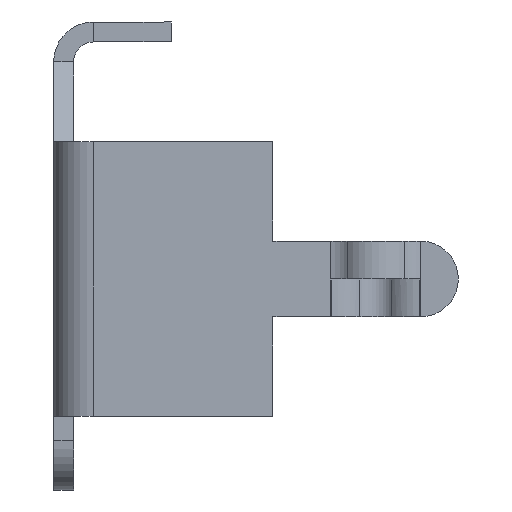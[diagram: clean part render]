
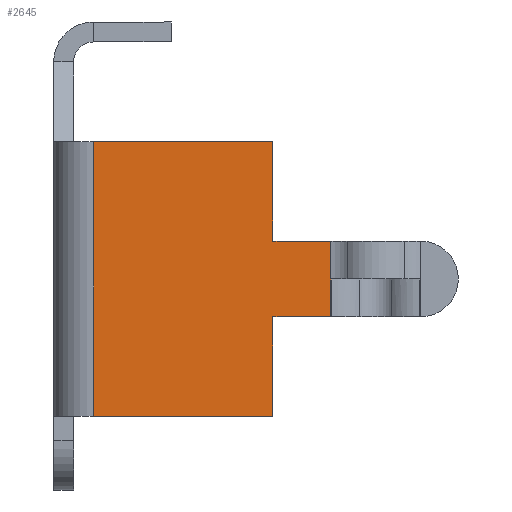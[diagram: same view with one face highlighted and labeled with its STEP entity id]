
A CAD part, left-side view. The second image highlights one B-rep face of the part: STEP entity #2645.
In plain terms, the highlighted planar face has unit normal (-1, 0, 0).
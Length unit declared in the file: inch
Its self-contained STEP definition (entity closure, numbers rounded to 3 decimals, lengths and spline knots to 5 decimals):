
#33 = DIRECTION ( 'NONE',  ( 0., -1., 0. ) ) ;
#55 = ORIENTED_EDGE ( 'NONE', *, *, #121, .F. ) ;
#74 = VERTEX_POINT ( 'NONE', #2784 ) ;
#121 = EDGE_CURVE ( 'NONE', #74, #2885, #2695, .T. ) ;
#132 = CARTESIAN_POINT ( 'NONE',  ( -0.12512, -0.174, -0.1279 ) ) ;
#147 = CARTESIAN_POINT ( 'NONE',  ( -0.12512, -0.1, -0.04 ) ) ;
#150 = VECTOR ( 'NONE', #1504, 39.37008 ) ;
#189 = CARTESIAN_POINT ( 'NONE',  ( -0.12512, -0.1, -0.1279 ) ) ;
#196 = EDGE_CURVE ( 'NONE', #984, #74, #1378, .T. ) ;
#212 = ORIENTED_EDGE ( 'NONE', *, *, #4187, .F. ) ;
#252 = VECTOR ( 'NONE', #2185, 39.37008 ) ;
#257 = EDGE_CURVE ( 'NONE', #1720, #3842, #3815, .T. ) ;
#266 = VECTOR ( 'NONE', #2556, 39.37008 ) ;
#383 = DIRECTION ( 'NONE',  ( 0., 1., 0. ) ) ;
#709 = VECTOR ( 'NONE', #817, 39.37008 ) ;
#728 = VERTEX_POINT ( 'NONE', #3510 ) ;
#814 = CARTESIAN_POINT ( 'NONE',  ( -0.12512, -0.174, -0.1089 ) ) ;
#817 = DIRECTION ( 'NONE',  ( 0., 1., 0. ) ) ;
#863 = EDGE_CURVE ( 'NONE', #3558, #4067, #1160, .T. ) ;
#936 = EDGE_CURVE ( 'NONE', #1720, #3558, #2725, .T. ) ;
#984 = VERTEX_POINT ( 'NONE', #3841 ) ;
#1007 = CARTESIAN_POINT ( 'NONE',  ( -0.12512, -0.1, -0.1279 ) ) ;
#1139 = DIRECTION ( 'NONE',  ( 0., 1., 0. ) ) ;
#1160 = LINE ( 'NONE', #1483, #252 ) ;
#1340 = ORIENTED_EDGE ( 'NONE', *, *, #196, .F. ) ;
#1378 = LINE ( 'NONE', #4094, #3170 ) ;
#1483 = CARTESIAN_POINT ( 'NONE',  ( -0.12512, -0.1, -0.0899 ) ) ;
#1504 = DIRECTION ( 'NONE',  ( 0., -1., 0. ) ) ;
#1513 = VERTEX_POINT ( 'NONE', #2059 ) ;
#1539 = CARTESIAN_POINT ( 'NONE',  ( -0.12512, -0.129, -0.1089 ) ) ;
#1672 = CARTESIAN_POINT ( 'NONE',  ( -0.12512, -0.01, -0.1778 ) ) ;
#1720 = VERTEX_POINT ( 'NONE', #3476 ) ;
#1799 = LINE ( 'NONE', #2733, #2686 ) ;
#1825 = ORIENTED_EDGE ( 'NONE', *, *, #257, .T. ) ;
#1874 = DIRECTION ( 'NONE',  ( 0., 0., -1. ) ) ;
#1879 = DIRECTION ( 'NONE',  ( 0., 0., -1. ) ) ;
#1948 = FACE_OUTER_BOUND ( 'NONE', #3907, .T. ) ;
#2036 = LINE ( 'NONE', #3687, #2831 ) ;
#2059 = CARTESIAN_POINT ( 'NONE',  ( -0.12512, -0.1, -0.1778 ) ) ;
#2185 = DIRECTION ( 'NONE',  ( 0., 0., -1. ) ) ;
#2227 = VECTOR ( 'NONE', #3248, 39.37008 ) ;
#2242 = EDGE_CURVE ( 'NONE', #728, #984, #4170, .T. ) ;
#2313 = EDGE_CURVE ( 'NONE', #2885, #1513, #3112, .T. ) ;
#2556 = DIRECTION ( 'NONE',  ( 0., 0., -1. ) ) ;
#2645 = ADVANCED_FACE ( 'NONE', ( #1948 ), #3437, .T. ) ;
#2686 = VECTOR ( 'NONE', #383, 39.37008 ) ;
#2695 = LINE ( 'NONE', #132, #709 ) ;
#2725 = LINE ( 'NONE', #147, #150 ) ;
#2733 = CARTESIAN_POINT ( 'NONE',  ( -0.12512, -0.1, -0.1778 ) ) ;
#2759 = ORIENTED_EDGE ( 'NONE', *, *, #863, .F. ) ;
#2784 = CARTESIAN_POINT ( 'NONE',  ( -0.12512, -0.129, -0.1279 ) ) ;
#2831 = VECTOR ( 'NONE', #33, 39.37008 ) ;
#2885 = VERTEX_POINT ( 'NONE', #1007 ) ;
#2979 = EDGE_CURVE ( 'NONE', #1513, #3842, #1799, .T. ) ;
#3112 = LINE ( 'NONE', #189, #2227 ) ;
#3147 = DIRECTION ( 'NONE',  ( -1., 0., 0. ) ) ;
#3170 = VECTOR ( 'NONE', #1879, 39.37008 ) ;
#3172 = ORIENTED_EDGE ( 'NONE', *, *, #2242, .F. ) ;
#3206 = ORIENTED_EDGE ( 'NONE', *, *, #2979, .F. ) ;
#3248 = DIRECTION ( 'NONE',  ( 0., 0., -1. ) ) ;
#3317 = CARTESIAN_POINT ( 'NONE',  ( -0.12512, -0.1, -0.0899 ) ) ;
#3437 = PLANE ( 'NONE',  #4204 ) ;
#3476 = CARTESIAN_POINT ( 'NONE',  ( -0.12512, -0.01, -0.04 ) ) ;
#3510 = CARTESIAN_POINT ( 'NONE',  ( -0.12512, -0.129, -0.0899 ) ) ;
#3558 = VERTEX_POINT ( 'NONE', #4246 ) ;
#3635 = ORIENTED_EDGE ( 'NONE', *, *, #2313, .F. ) ;
#3687 = CARTESIAN_POINT ( 'NONE',  ( -0.12512, -0.174, -0.0899 ) ) ;
#3688 = ORIENTED_EDGE ( 'NONE', *, *, #936, .F. ) ;
#3815 = LINE ( 'NONE', #3837, #266 ) ;
#3837 = CARTESIAN_POINT ( 'NONE',  ( -0.12512, -0.01, -0.1089 ) ) ;
#3841 = CARTESIAN_POINT ( 'NONE',  ( -0.12512, -0.129, -0.1089 ) ) ;
#3842 = VERTEX_POINT ( 'NONE', #1672 ) ;
#3862 = VECTOR ( 'NONE', #1874, 39.37008 ) ;
#3907 = EDGE_LOOP ( 'NONE', ( #3172, #212, #2759, #3688, #1825, #3206, #3635, #55, #1340 ) ) ;
#4067 = VERTEX_POINT ( 'NONE', #3317 ) ;
#4094 = CARTESIAN_POINT ( 'NONE',  ( -0.12512, -0.129, -0.1089 ) ) ;
#4170 = LINE ( 'NONE', #1539, #3862 ) ;
#4187 = EDGE_CURVE ( 'NONE', #4067, #728, #2036, .T. ) ;
#4204 = AXIS2_PLACEMENT_3D ( 'NONE', #814, #3147, #1139 ) ;
#4246 = CARTESIAN_POINT ( 'NONE',  ( -0.12512, -0.1, -0.04 ) ) ;
